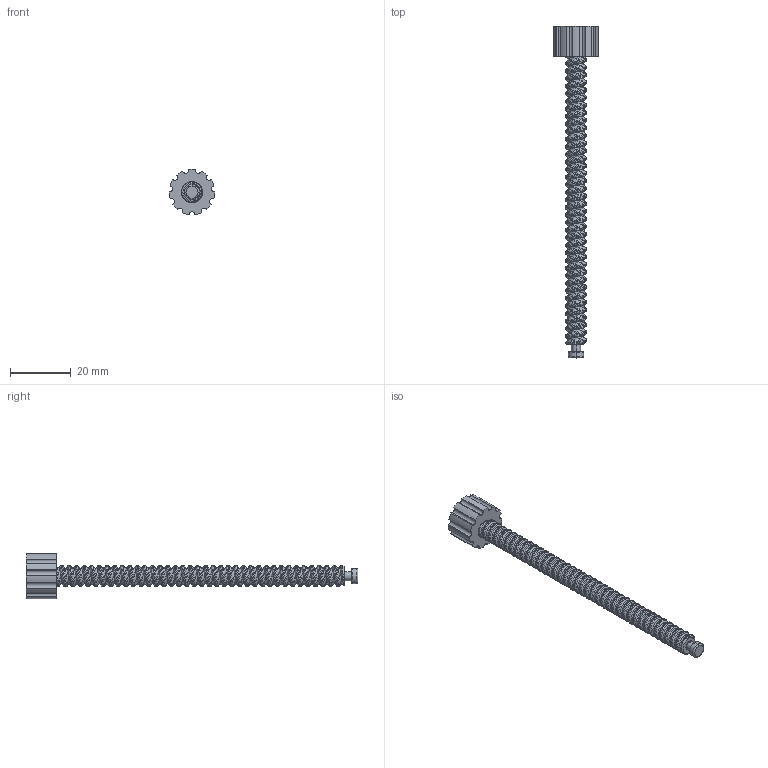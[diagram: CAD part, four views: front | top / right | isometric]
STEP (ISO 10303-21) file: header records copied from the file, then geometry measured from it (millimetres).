
FILE_DESCRIPTION (( 'STEP AP214' ), '1' );
FILE_NAME ('bolt_schlussel_v2.STEP', '2019-09-05T16:17:41', ( '' ), ( '' ), 'SwSTEP 2.0', 'SolidWorks 2012', '' );
FILE_SCHEMA (( 'AUTOMOTIVE_DESIGN' ));
Length unit declared in the file: millimetre
Products named in the file (1): bolt_schlussel_v2
Bounding box: 15 x 109.5 x 14.92 mm (x, y, z)
Volume: 4559.9 mm3; surface area: 3364.4 mm2
Topology: 1 solids, 1 shells, 132 faces, 372 edges, 245 vertices
Faces by surface type: cylinder 110, torus 11, plane 6, bspline 5
Entity records: 21247 total; most frequent: CARTESIAN_POINT 18232, ORIENTED_EDGE 744, DIRECTION 545, EDGE_CURVE 372, VERTEX_POINT 245, AXIS2_PLACEMENT_3D 217, EDGE_LOOP 135, ADVANCED_FACE 132
